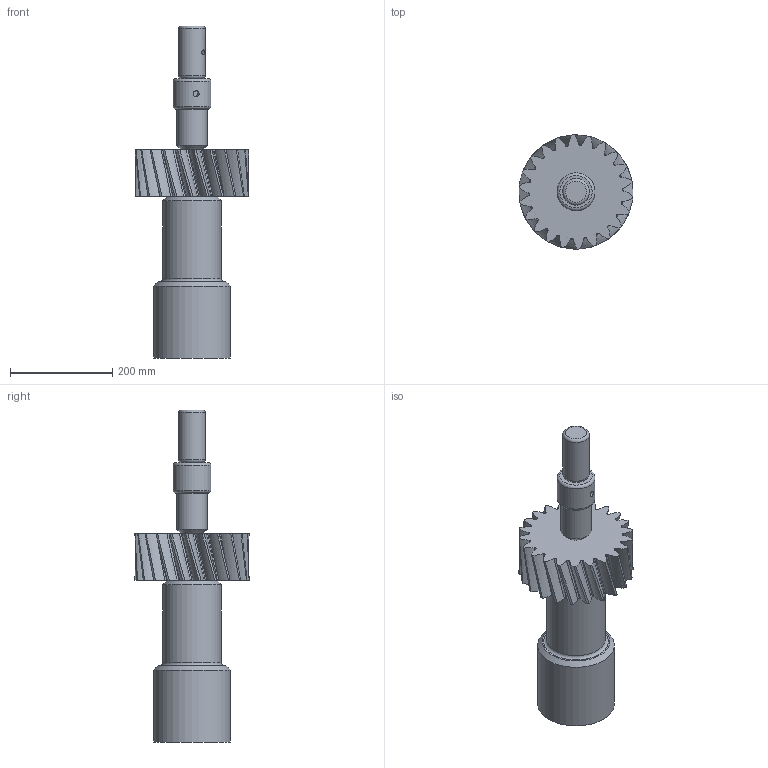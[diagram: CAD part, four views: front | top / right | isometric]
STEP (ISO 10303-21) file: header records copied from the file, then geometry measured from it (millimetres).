
FILE_DESCRIPTION(/* description */ (''),/* implementation_level */ '2;1');
FILE_NAME(/* name */ '1_big_.stp',/* time_stamp */ '2023-03-28T10:01:25+02:00',/* author */ (''),/* organization */ (''),/* preprocessor_version */ 'ST-DEVELOPER v18.102',/* originating_system */ 'SIEMENS PLM Software NX2206.1700',/* authorisation */ '');
FILE_SCHEMA (('AUTOMOTIVE_DESIGN { 1 0 10303 214 3 1 1 1 }'));
Length unit declared in the file: millimetre
Products named in the file (1): ex
Bounding box: 222.38 x 222.98 x 648 mm (x, y, z)
Volume: 7903181.5 mm3; surface area: 394546.2 mm2
Topology: 5 solids, 5 shells, 140 faces, 481 edges, 247 vertices
Faces by surface type: bspline 66, cylinder 52, plane 14, torus 5, cone 3
Full cylindrical faces by diameter (mm): 10 x1, 12 x2, 52 x1, 60 x1, 74 x1, 114 x1, 150 x1
Entity records: 35629 total; most frequent: CARTESIAN_POINT 32789, ORIENTED_EDGE 708, DIRECTION 362, EDGE_CURVE 354, B_SPLINE_CURVE_WITH_KNOTS 248, VERTEX_POINT 244, AXIS2_PLACEMENT_3D 181, EDGE_LOOP 160
